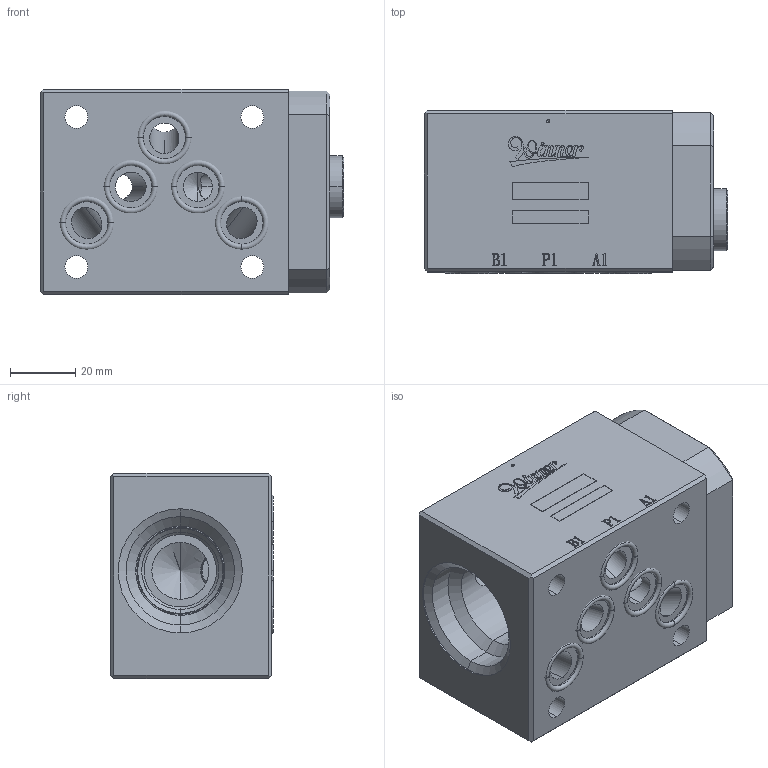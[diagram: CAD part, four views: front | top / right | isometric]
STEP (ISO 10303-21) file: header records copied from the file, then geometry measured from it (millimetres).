
FILE_DESCRIPTION (( 'STEP AP203' ), '1' );
FILE_NAME ('MH05CAW-G02-2A3-Z01.STEP', '2025-01-10T01:52:22', ( 'user' ), ( '' ), 'SwSTEP 2.0', 'SolidWorks 2018', '' );
FILE_SCHEMA (( 'CONFIG_CONTROL_DESIGN' ));
Length unit declared in the file: millimetre
Products named in the file (6): MH05CAW-G02-2A3-Z01; 7DBG02A001; 4KE161101A001; 6EC05060CAWXXA001; 6DBG02A001; 4KAA014AA001_組合用(13.02)
Assembly tree (9 placements, depth 3):
  MH05CAW-G02-2A3-Z01
    4KAA014AA001_組合用(13.02)  x5
    6EC05060CAWXXA001
    7DBG02A001
      4KE161101A001
      6DBG02A001
Bounding box: 93.2 x 49.98 x 63 mm (x, y, z)
Volume: 212821.8 mm3; surface area: 44833.2 mm2
Topology: 8 solids, 8 shells, 558 faces, 1507 edges, 976 vertices
Faces by surface type: cylinder 242, plane 190, cone 56, bspline 50, torus 20
Entity records: 21978 total; most frequent: CARTESIAN_POINT 7767, ORIENTED_EDGE 2934, DIRECTION 2709, EDGE_CURVE 1467, AXIS2_PLACEMENT_3D 975, VERTEX_POINT 960, LINE 759, VECTOR 759
